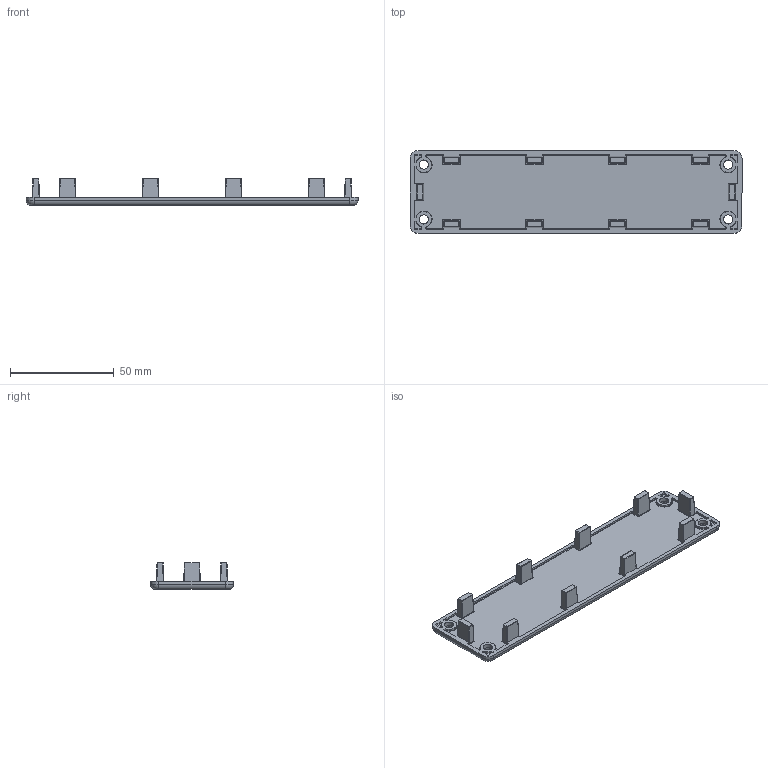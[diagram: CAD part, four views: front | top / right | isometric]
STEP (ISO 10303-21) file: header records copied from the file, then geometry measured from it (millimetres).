
FILE_DESCRIPTION (( 'STEP AP214' ), '1' );
FILE_NAME ('091204.STEP', '2014-08-22T05:55:38', ( '' ), ( '' ), 'SwSTEP 2.0', 'SolidWorks 2014', '' );
FILE_SCHEMA (( 'AUTOMOTIVE_DESIGN' ));
Length unit declared in the file: millimetre
Products named in the file (1): 091204
Bounding box: 160 x 40 x 13 mm (x, y, z)
Volume: 21614.3 mm3; surface area: 16444.9 mm2
Topology: 1 solids, 1 shells, 471 faces, 1044 edges, 564 vertices
Faces by surface type: cylinder 208, plane 103, sphere 96, bspline 36, cone 16, torus 12
Entity records: 13312 total; most frequent: CARTESIAN_POINT 3380, DIRECTION 2140, ORIENTED_EDGE 2048, EDGE_CURVE 1024, AXIS2_PLACEMENT_3D 828, VERTEX_POINT 564, EDGE_LOOP 488, LINE 484
